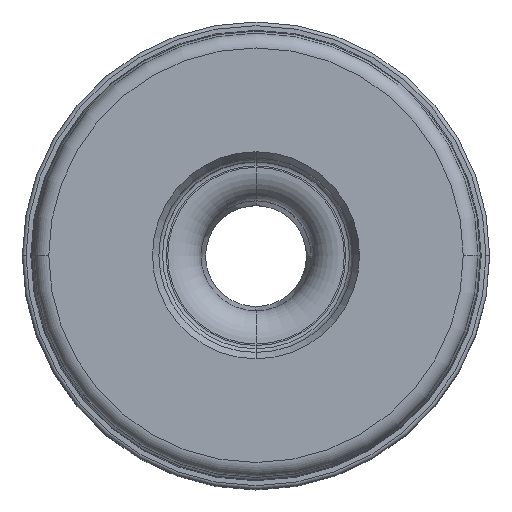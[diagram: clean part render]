
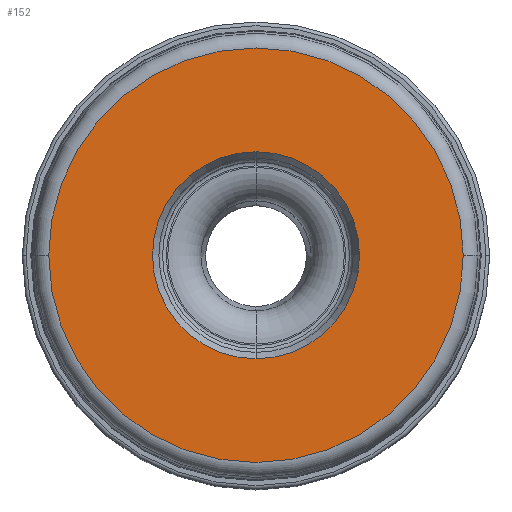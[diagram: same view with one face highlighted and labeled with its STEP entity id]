
A CAD part, top view. The second image highlights one B-rep face of the part: STEP entity #152.
In plain terms, the highlighted planar face has unit normal (0, 0, 1).
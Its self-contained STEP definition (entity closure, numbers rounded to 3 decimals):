
#67=PLANE('',#1547);
#76=FACE_BOUND('',#353,.T.);
#77=FACE_BOUND('',#354,.T.);
#152=ADVANCED_FACE('',(#76,#77),#67,.F.);
#353=EDGE_LOOP('',(#610,#611,#612,#613));
#354=EDGE_LOOP('',(#614,#615));
#610=ORIENTED_EDGE('',*,*,#986,.F.);
#611=ORIENTED_EDGE('',*,*,#984,.F.);
#612=ORIENTED_EDGE('',*,*,#983,.F.);
#613=ORIENTED_EDGE('',*,*,#987,.F.);
#614=ORIENTED_EDGE('',*,*,#988,.F.);
#615=ORIENTED_EDGE('',*,*,#989,.F.);
#830=VERTEX_POINT('',#2512);
#831=VERTEX_POINT('',#2514);
#832=VERTEX_POINT('',#2516);
#833=VERTEX_POINT('',#2520);
#834=VERTEX_POINT('',#2524);
#835=VERTEX_POINT('',#2525);
#983=EDGE_CURVE('',#830,#831,#1159,.T.);
#984=EDGE_CURVE('',#831,#832,#1160,.T.);
#986=EDGE_CURVE('',#832,#833,#1162,.T.);
#987=EDGE_CURVE('',#833,#830,#1163,.T.);
#988=EDGE_CURVE('',#834,#835,#1164,.T.);
#989=EDGE_CURVE('',#835,#834,#1165,.T.);
#1159=CIRCLE('',#1538,28.162);
#1160=CIRCLE('',#1539,28.162);
#1162=CIRCLE('',#1542,28.162);
#1163=CIRCLE('',#1543,28.162);
#1164=CIRCLE('',#1545,14.066);
#1165=CIRCLE('',#1546,14.066);
#1538=AXIS2_PLACEMENT_3D('',#2513,#1950,#1951);
#1539=AXIS2_PLACEMENT_3D('',#2515,#1952,#1953);
#1542=AXIS2_PLACEMENT_3D('',#2519,#1958,#1959);
#1543=AXIS2_PLACEMENT_3D('',#2521,#1960,#1961);
#1545=AXIS2_PLACEMENT_3D('',#2523,#1964,#1965);
#1546=AXIS2_PLACEMENT_3D('',#2526,#1966,#1967);
#1547=AXIS2_PLACEMENT_3D('',#2527,#1968,#1969);
#1950=DIRECTION('',(0.,0.,-1.));
#1951=DIRECTION('',(1.,0.,0.));
#1952=DIRECTION('',(0.,0.,-1.));
#1953=DIRECTION('',(1.,-0.001,0.));
#1958=DIRECTION('',(0.,0.,-1.));
#1959=DIRECTION('',(-1.,0.,0.));
#1960=DIRECTION('',(0.,0.,-1.));
#1961=DIRECTION('',(-1.,0.001,0.));
#1964=DIRECTION('',(0.,0.,1.));
#1965=DIRECTION('',(0.,-1.,0.));
#1966=DIRECTION('',(0.,0.,1.));
#1967=DIRECTION('',(0.,1.,0.));
#1968=DIRECTION('',(0.,0.,-1.));
#1969=DIRECTION('',(1.,0.,0.));
#2512=CARTESIAN_POINT('',(28.162,0.,0.));
#2513=CARTESIAN_POINT('',(0.,0.,0.));
#2514=CARTESIAN_POINT('',(28.162,-0.02,0.));
#2515=CARTESIAN_POINT('',(0.,0.,0.));
#2516=CARTESIAN_POINT('',(-28.162,0.,0.));
#2519=CARTESIAN_POINT('',(0.,0.,0.));
#2520=CARTESIAN_POINT('',(-28.162,0.02,0.));
#2521=CARTESIAN_POINT('',(0.,0.,0.));
#2523=CARTESIAN_POINT('',(0.,0.,0.));
#2524=CARTESIAN_POINT('',(0.,-14.066,0.));
#2525=CARTESIAN_POINT('',(0.,14.066,0.));
#2526=CARTESIAN_POINT('',(0.,0.,0.));
#2527=CARTESIAN_POINT('',(0.,0.,0.));
